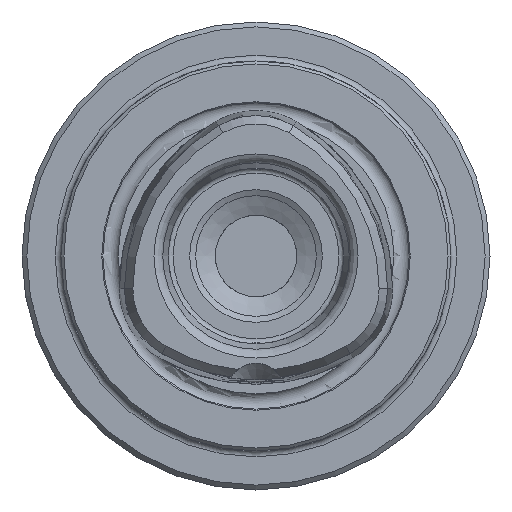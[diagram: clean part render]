
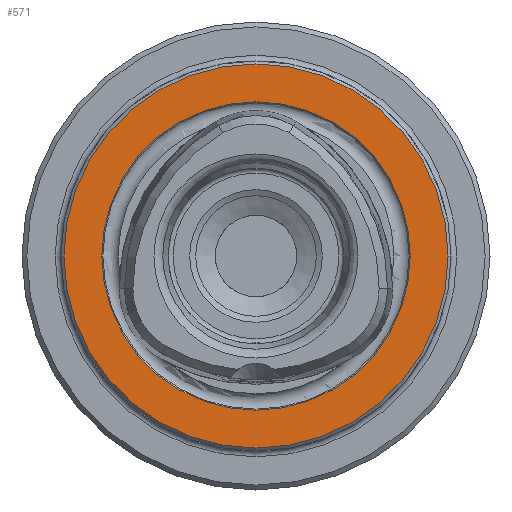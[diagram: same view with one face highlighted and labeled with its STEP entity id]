
A CAD part, left-side view. The second image highlights one B-rep face of the part: STEP entity #571.
In plain terms, the highlighted planar face has unit normal (-1, 0, 0).
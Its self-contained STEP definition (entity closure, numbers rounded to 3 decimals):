
#571 = ADVANCED_FACE( '', ( #1207, #1208 ), #1209, .T. );
#1207 = FACE_OUTER_BOUND( '', #1916, .T. );
#1208 = FACE_BOUND( '', #1917, .T. );
#1209 = PLANE( '', #1918 );
#1916 = EDGE_LOOP( '', ( #3045 ) );
#1917 = EDGE_LOOP( '', ( #3046 ) );
#1918 = AXIS2_PLACEMENT_3D( '', #3047, #3048, #3049 );
#3045 = ORIENTED_EDGE( '', *, *, #3979, .T. );
#3046 = ORIENTED_EDGE( '', *, *, #3722, .F. );
#3047 = CARTESIAN_POINT( '', ( 0., 0., 15.5 ) );
#3048 = DIRECTION( '', ( -1., 0., 0. ) );
#3049 = DIRECTION( '', ( 0., 0., 1. ) );
#3722 = EDGE_CURVE( '', #4330, #4330, #4331, .T. );
#3979 = EDGE_CURVE( '', #4709, #4709, #4710, .T. );
#4330 = VERTEX_POINT( '', #5302 );
#4331 = CIRCLE( '', #5303, 15.814 );
#4709 = VERTEX_POINT( '', #5998 );
#4710 = CIRCLE( '', #5999, 19.7 );
#5302 = CARTESIAN_POINT( '', ( 0., 0., 15.814 ) );
#5303 = AXIS2_PLACEMENT_3D( '', #6585, #6586, #6587 );
#5998 = CARTESIAN_POINT( '', ( 0., 0., 19.7 ) );
#5999 = AXIS2_PLACEMENT_3D( '', #6901, #6902, #6903 );
#6585 = CARTESIAN_POINT( '', ( 0., 0., 0. ) );
#6586 = DIRECTION( '', ( -1., 0., 0. ) );
#6587 = DIRECTION( '', ( 0., 0., 1. ) );
#6901 = CARTESIAN_POINT( '', ( 0., 0., 0. ) );
#6902 = DIRECTION( '', ( -1., 0., 0. ) );
#6903 = DIRECTION( '', ( 0., 0., 1. ) );
